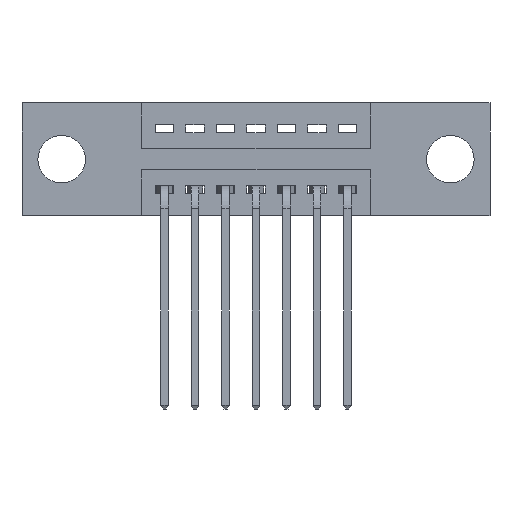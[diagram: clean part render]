
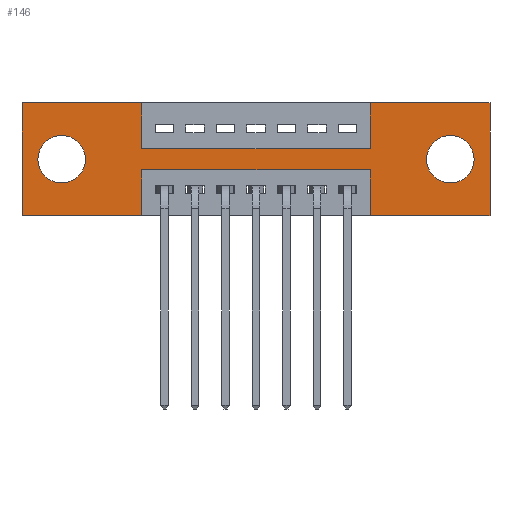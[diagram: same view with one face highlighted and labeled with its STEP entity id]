
A CAD part, front view. The second image highlights one B-rep face of the part: STEP entity #146.
In plain terms, the highlighted planar face has unit normal (0, -1, 0).
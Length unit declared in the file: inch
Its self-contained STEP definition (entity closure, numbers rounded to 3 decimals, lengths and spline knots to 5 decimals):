
#136 = ORIENTED_EDGE ( 'NONE', *, *, #4752, .F. ) ;
#146 = ADVANCED_FACE ( 'NONE', ( #6675, #1850, #4239 ), #6517, .T. ) ;
#210 = ORIENTED_EDGE ( 'NONE', *, *, #6181, .T. ) ;
#231 = EDGE_CURVE ( 'NONE', #4225, #2920, #10234, .T. ) ;
#393 = EDGE_CURVE ( 'NONE', #10497, #4225, #3055, .T. ) ;
#473 = CARTESIAN_POINT ( 'NONE',  ( 0.3925, 0., -0.22 ) ) ;
#557 = CARTESIAN_POINT ( 'NONE',  ( 0., 0., 0. ) ) ;
#704 = DIRECTION ( 'NONE',  ( -1., 0., 0. ) ) ;
#897 = CARTESIAN_POINT ( 'NONE',  ( 0.3925, 0., 0. ) ) ;
#912 = EDGE_CURVE ( 'NONE', #1221, #7249, #7869, .T. ) ;
#953 = VECTOR ( 'NONE', #10186, 39.37008 ) ;
#1067 = EDGE_LOOP ( 'NONE', ( #3687, #1549 ) ) ;
#1100 = CIRCLE ( 'NONE', #4663, 0.078 ) ;
#1221 = VERTEX_POINT ( 'NONE', #4427 ) ;
#1261 = LINE ( 'NONE', #473, #953 ) ;
#1459 = DIRECTION ( 'NONE',  ( 0., 0., 1. ) ) ;
#1549 = ORIENTED_EDGE ( 'NONE', *, *, #3341, .T. ) ;
#1596 = VECTOR ( 'NONE', #7018, 39.37008 ) ;
#1604 = ORIENTED_EDGE ( 'NONE', *, *, #9082, .F. ) ;
#1718 = CARTESIAN_POINT ( 'NONE',  ( 1.405, 0., -0.263 ) ) ;
#1850 = FACE_BOUND ( 'NONE', #1067, .T. ) ;
#1909 = DIRECTION ( 'NONE',  ( -1., 0., 0. ) ) ;
#2013 = VECTOR ( 'NONE', #7573, 39.37008 ) ;
#2028 = CARTESIAN_POINT ( 'NONE',  ( 1.535, 0., 0. ) ) ;
#2082 = EDGE_CURVE ( 'NONE', #7959, #10497, #8413, .T. ) ;
#2115 = LINE ( 'NONE', #6196, #8419 ) ;
#2152 = AXIS2_PLACEMENT_3D ( 'NONE', #7447, #3456, #6645 ) ;
#2156 = CARTESIAN_POINT ( 'NONE',  ( 0.13, 0., -0.185 ) ) ;
#2251 = DIRECTION ( 'NONE',  ( 0., 0., -1. ) ) ;
#2255 = CARTESIAN_POINT ( 'NONE',  ( 1.535, 0., -0.37 ) ) ;
#2283 = VERTEX_POINT ( 'NONE', #1718 ) ;
#2359 = ORIENTED_EDGE ( 'NONE', *, *, #912, .F. ) ;
#2585 = DIRECTION ( 'NONE',  ( 0., -1., 0. ) ) ;
#2760 = EDGE_LOOP ( 'NONE', ( #9432, #210 ) ) ;
#2920 = VERTEX_POINT ( 'NONE', #2028 ) ;
#2994 = CIRCLE ( 'NONE', #4191, 0.078 ) ;
#3049 = VERTEX_POINT ( 'NONE', #4573 ) ;
#3055 = LINE ( 'NONE', #6296, #9165 ) ;
#3126 = EDGE_LOOP ( 'NONE', ( #2359, #1604, #8281, #5179, #136, #8885, #4422, #3148, #7347, #4800, #8810, #8197 ) ) ;
#3148 = ORIENTED_EDGE ( 'NONE', *, *, #2082, .F. ) ;
#3299 = CARTESIAN_POINT ( 'NONE',  ( 1.405, 0., -0.185 ) ) ;
#3341 = EDGE_CURVE ( 'NONE', #5781, #6767, #6403, .T. ) ;
#3398 = EDGE_CURVE ( 'NONE', #5919, #4494, #4489, .T. ) ;
#3456 = DIRECTION ( 'NONE',  ( 0., 1., 0. ) ) ;
#3462 = VERTEX_POINT ( 'NONE', #2255 ) ;
#3687 = ORIENTED_EDGE ( 'NONE', *, *, #4160, .T. ) ;
#3829 = LINE ( 'NONE', #4683, #4749 ) ;
#3979 = EDGE_CURVE ( 'NONE', #4494, #7959, #3829, .T. ) ;
#4160 = EDGE_CURVE ( 'NONE', #6767, #5781, #6890, .T. ) ;
#4191 = AXIS2_PLACEMENT_3D ( 'NONE', #3299, #9030, #5846 ) ;
#4225 = VERTEX_POINT ( 'NONE', #7702 ) ;
#4239 = FACE_OUTER_BOUND ( 'NONE', #3126, .T. ) ;
#4348 = CARTESIAN_POINT ( 'NONE',  ( 0., 0., -0.37 ) ) ;
#4386 = CARTESIAN_POINT ( 'NONE',  ( 0.13, 0., -0.107 ) ) ;
#4422 = ORIENTED_EDGE ( 'NONE', *, *, #393, .F. ) ;
#4427 = CARTESIAN_POINT ( 'NONE',  ( 0.3925, 0., -0.22 ) ) ;
#4489 = LINE ( 'NONE', #557, #6247 ) ;
#4494 = VERTEX_POINT ( 'NONE', #897 ) ;
#4573 = CARTESIAN_POINT ( 'NONE',  ( 1.405, 0., -0.107 ) ) ;
#4606 = DIRECTION ( 'NONE',  ( 0., 0., 1. ) ) ;
#4626 = LINE ( 'NONE', #8548, #1596 ) ;
#4627 = EDGE_CURVE ( 'NONE', #7249, #5407, #10035, .T. ) ;
#4663 = AXIS2_PLACEMENT_3D ( 'NONE', #6514, #7371, #5720 ) ;
#4683 = CARTESIAN_POINT ( 'NONE',  ( 0.3925, 0., 0. ) ) ;
#4717 = LINE ( 'NONE', #8736, #9127 ) ;
#4721 = CARTESIAN_POINT ( 'NONE',  ( 0.3925, 0., -0.37 ) ) ;
#4741 = CARTESIAN_POINT ( 'NONE',  ( 0., 0., -0.37 ) ) ;
#4749 = VECTOR ( 'NONE', #6276, 39.37008 ) ;
#4752 = EDGE_CURVE ( 'NONE', #2920, #3462, #4717, .T. ) ;
#4800 = ORIENTED_EDGE ( 'NONE', *, *, #3398, .F. ) ;
#4974 = CARTESIAN_POINT ( 'NONE',  ( 0.13, 0., -0.263 ) ) ;
#5179 = ORIENTED_EDGE ( 'NONE', *, *, #10041, .F. ) ;
#5333 = DIRECTION ( 'NONE',  ( 0., 1., 0. ) ) ;
#5407 = VERTEX_POINT ( 'NONE', #9027 ) ;
#5547 = VERTEX_POINT ( 'NONE', #8450 ) ;
#5582 = EDGE_CURVE ( 'NONE', #5407, #5919, #4626, .T. ) ;
#5658 = CARTESIAN_POINT ( 'NONE',  ( 0.3925, 0., -0.15 ) ) ;
#5720 = DIRECTION ( 'NONE',  ( 0., 0., -1. ) ) ;
#5725 = DIRECTION ( 'NONE',  ( 0., 0., -1. ) ) ;
#5781 = VERTEX_POINT ( 'NONE', #4974 ) ;
#5846 = DIRECTION ( 'NONE',  ( 0., 0., -1. ) ) ;
#5919 = VERTEX_POINT ( 'NONE', #7691 ) ;
#6138 = DIRECTION ( 'NONE',  ( 0., 0., 1. ) ) ;
#6181 = EDGE_CURVE ( 'NONE', #2283, #3049, #1100, .T. ) ;
#6196 = CARTESIAN_POINT ( 'NONE',  ( 1.1425, 0., -0.37 ) ) ;
#6247 = VECTOR ( 'NONE', #9473, 39.37008 ) ;
#6276 = DIRECTION ( 'NONE',  ( 0., 0., -1. ) ) ;
#6296 = CARTESIAN_POINT ( 'NONE',  ( 1.1425, 0., 0. ) ) ;
#6302 = DIRECTION ( 'NONE',  ( 0., 0., -1. ) ) ;
#6403 = CIRCLE ( 'NONE', #7764, 0.078 ) ;
#6514 = CARTESIAN_POINT ( 'NONE',  ( 1.405, 0., -0.185 ) ) ;
#6517 = PLANE ( 'NONE',  #9517 ) ;
#6645 = DIRECTION ( 'NONE',  ( 0., 0., 1. ) ) ;
#6675 = FACE_BOUND ( 'NONE', #2760, .T. ) ;
#6767 = VERTEX_POINT ( 'NONE', #4386 ) ;
#6890 = CIRCLE ( 'NONE', #2152, 0.078 ) ;
#7018 = DIRECTION ( 'NONE',  ( 0., 0., 1. ) ) ;
#7133 = LINE ( 'NONE', #4741, #7239 ) ;
#7239 = VECTOR ( 'NONE', #704, 39.37008 ) ;
#7249 = VERTEX_POINT ( 'NONE', #4721 ) ;
#7347 = ORIENTED_EDGE ( 'NONE', *, *, #3979, .F. ) ;
#7371 = DIRECTION ( 'NONE',  ( 0., 1., 0. ) ) ;
#7447 = CARTESIAN_POINT ( 'NONE',  ( 0.13, 0., -0.185 ) ) ;
#7529 = CARTESIAN_POINT ( 'NONE',  ( 0., 0., -0.37 ) ) ;
#7573 = DIRECTION ( 'NONE',  ( 1., 0., 0. ) ) ;
#7691 = CARTESIAN_POINT ( 'NONE',  ( 0., 0., 0. ) ) ;
#7702 = CARTESIAN_POINT ( 'NONE',  ( 1.1425, 0., 0. ) ) ;
#7764 = AXIS2_PLACEMENT_3D ( 'NONE', #2156, #5333, #6138 ) ;
#7849 = EDGE_CURVE ( 'NONE', #10243, #5547, #2115, .T. ) ;
#7869 = LINE ( 'NONE', #10376, #9685 ) ;
#7959 = VERTEX_POINT ( 'NONE', #5658 ) ;
#8197 = ORIENTED_EDGE ( 'NONE', *, *, #4627, .F. ) ;
#8253 = VECTOR ( 'NONE', #1909, 39.37008 ) ;
#8281 = ORIENTED_EDGE ( 'NONE', *, *, #7849, .F. ) ;
#8305 = VECTOR ( 'NONE', #10181, 39.37008 ) ;
#8413 = LINE ( 'NONE', #10171, #2013 ) ;
#8419 = VECTOR ( 'NONE', #4606, 39.37008 ) ;
#8450 = CARTESIAN_POINT ( 'NONE',  ( 1.1425, 0., -0.22 ) ) ;
#8548 = CARTESIAN_POINT ( 'NONE',  ( 0., 0., 0. ) ) ;
#8578 = CARTESIAN_POINT ( 'NONE',  ( 0., 0., 0. ) ) ;
#8736 = CARTESIAN_POINT ( 'NONE',  ( 1.535, 0., 0. ) ) ;
#8737 = CARTESIAN_POINT ( 'NONE',  ( 1.1425, 0., -0.37 ) ) ;
#8810 = ORIENTED_EDGE ( 'NONE', *, *, #5582, .F. ) ;
#8885 = ORIENTED_EDGE ( 'NONE', *, *, #231, .F. ) ;
#9027 = CARTESIAN_POINT ( 'NONE',  ( 0., 0., -0.37 ) ) ;
#9030 = DIRECTION ( 'NONE',  ( 0., 1., 0. ) ) ;
#9082 = EDGE_CURVE ( 'NONE', #5547, #1221, #1261, .T. ) ;
#9127 = VECTOR ( 'NONE', #6302, 39.37008 ) ;
#9165 = VECTOR ( 'NONE', #1459, 39.37008 ) ;
#9432 = ORIENTED_EDGE ( 'NONE', *, *, #10140, .T. ) ;
#9473 = DIRECTION ( 'NONE',  ( 1., 0., 0. ) ) ;
#9517 = AXIS2_PLACEMENT_3D ( 'NONE', #7529, #2585, #5725 ) ;
#9685 = VECTOR ( 'NONE', #2251, 39.37008 ) ;
#9817 = CARTESIAN_POINT ( 'NONE',  ( 1.1425, 0., -0.15 ) ) ;
#10035 = LINE ( 'NONE', #4348, #8253 ) ;
#10041 = EDGE_CURVE ( 'NONE', #3462, #10243, #7133, .T. ) ;
#10140 = EDGE_CURVE ( 'NONE', #3049, #2283, #2994, .T. ) ;
#10171 = CARTESIAN_POINT ( 'NONE',  ( 0.3925, 0., -0.15 ) ) ;
#10181 = DIRECTION ( 'NONE',  ( 1., 0., 0. ) ) ;
#10186 = DIRECTION ( 'NONE',  ( -1., 0., 0. ) ) ;
#10234 = LINE ( 'NONE', #8578, #8305 ) ;
#10243 = VERTEX_POINT ( 'NONE', #8737 ) ;
#10376 = CARTESIAN_POINT ( 'NONE',  ( 0.3925, 0., -0.37 ) ) ;
#10497 = VERTEX_POINT ( 'NONE', #9817 ) ;
